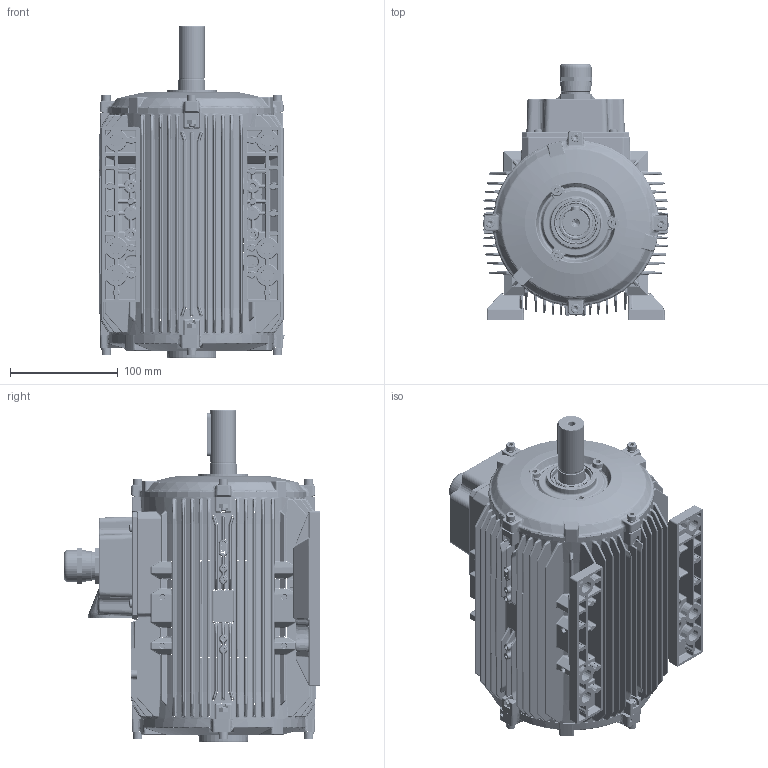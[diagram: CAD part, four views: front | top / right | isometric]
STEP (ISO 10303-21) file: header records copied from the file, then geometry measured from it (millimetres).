
FILE_DESCRIPTION(/* description */ (''),/* implementation_level */ '2;1');
FILE_NAME(/* name */ 'S2H90S2B40-KG.stp',/* time_stamp */ '2021-01-03T20:20:42+03:00',/* author */ (''),/* organization */ (''),/* preprocessor_version */ 'ST-DEVELOPER v16',/* originating_system */ 'SIEMENS PLM Software NX 11.0',/* authorisation */ '');
FILE_SCHEMA (('AUTOMOTIVE_DESIGN { 1 0 10303 214 3 1 1 1 }'));
Length unit declared in the file: millimetre
Products named in the file (1): 2603BE5CCA1Cd1yg
Bounding box: 172.47 x 238 x 307.75 mm (x, y, z)
Surface area: 472905.8 mm2 (no closed solid volume)
Topology: 0 solids, 124 shells, 6677 faces, 19665 edges, 12167 vertices
Faces by surface type: bspline 2345, cylinder 2248, plane 1386, torus 280, cone 278, sphere 140
Full cylindrical faces by diameter (mm): 3.5 x4, 5 x4, 6.4 x1, 8 x4, 8.5 x8, 18 x1, 20 x1, 23.6 x1, 24 x1, 25 x1, 26.619 x1, 28.143 x1, 29.591 x2, 32 x1, 36.9 x1, 37.1 x1, 40 x1
Entity records: 303379 total; most frequent: CARTESIAN_POINT 112260, ORIENTED_EDGE 32187, DIRECTION 31319, EDGE_CURVE 19264, AXIS2_PLACEMENT_3D 12687, VERTEX_POINT 12108, EDGE_LOOP 7008, ADVANCED_FACE 6675
